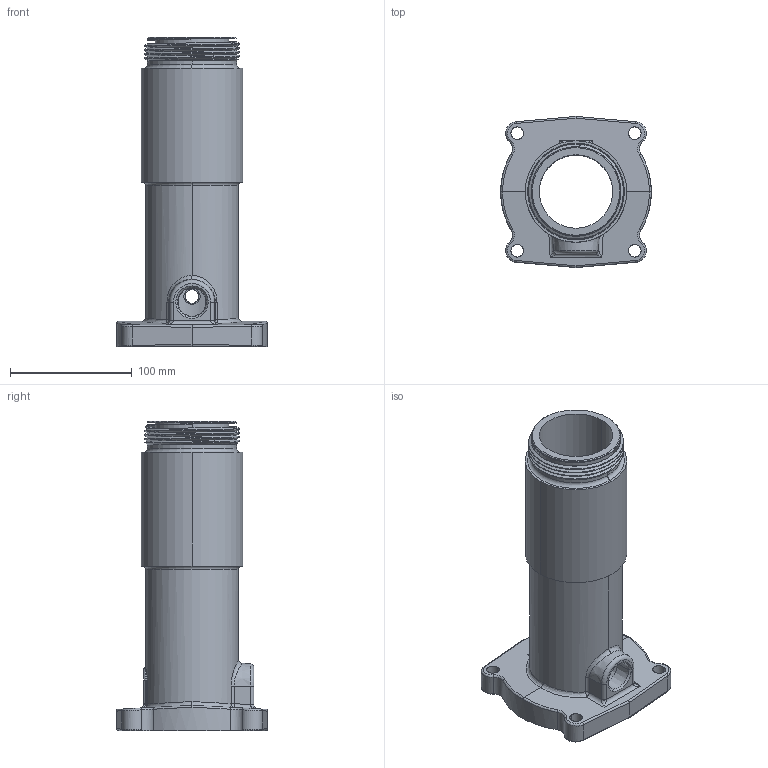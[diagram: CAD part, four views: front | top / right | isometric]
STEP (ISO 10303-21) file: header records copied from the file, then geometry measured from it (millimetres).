
FILE_DESCRIPTION((''),'2;1');
FILE_NAME('D31197','2015-09-30T',('jhabe'),(''),'PRO/ENGINEER BY PARAMETRIC TECHNOLOGY CORPORATION, 2011310','PRO/ENGINEER BY PARAMETRIC TECHNOLOGY CORPORATION, 2011310','');
FILE_SCHEMA(('CONFIG_CONTROL_DESIGN'));
Length unit declared in the file: inch
Products named in the file (1): D31197
Bounding box: 123.82 x 124.11 x 254 mm (x, y, z)
Volume: 668155.5 mm3; surface area: 144187.5 mm2
Topology: 1 solids, 3 shells, 152 faces, 363 edges, 216 vertices
Faces by surface type: cylinder 54, bspline 51, plane 20, cone 17, torus 8, sphere 2
Entity records: 8191 total; most frequent: CARTESIAN_POINT 5007, ORIENTED_EDGE 716, DIRECTION 546, EDGE_CURVE 363, AXIS2_PLACEMENT_3D 221, VERTEX_POINT 216, EDGE_LOOP 169, FACE_OUTER_BOUND 152
